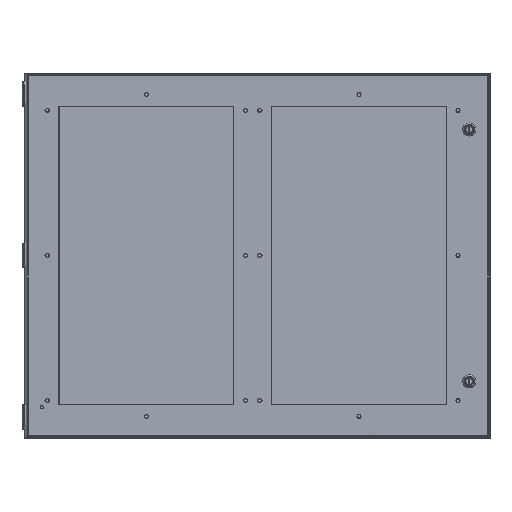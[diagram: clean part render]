
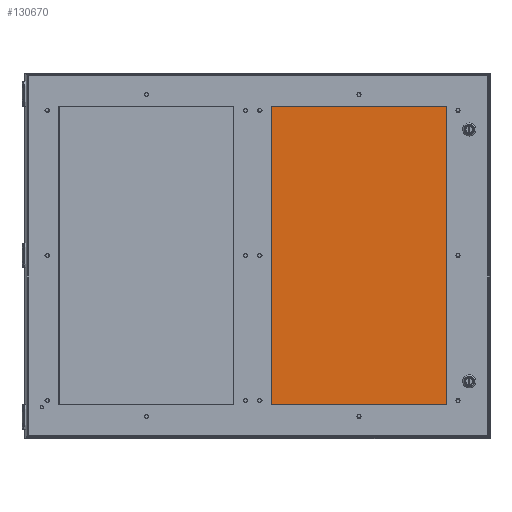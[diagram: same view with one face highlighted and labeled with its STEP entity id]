
A CAD part, top view. The second image highlights one B-rep face of the part: STEP entity #130670.
In plain terms, the highlighted planar face has unit normal (0, 0, 1).
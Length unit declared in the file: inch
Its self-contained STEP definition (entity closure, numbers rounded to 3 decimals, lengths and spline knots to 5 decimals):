
#656 = CARTESIAN_POINT ( 'NONE',  ( 6.09383, 0., 2.62106 ) ) ;
#975 = ORIENTED_EDGE ( 'NONE', *, *, #5254, .T. ) ;
#1394 = CARTESIAN_POINT ( 'NONE',  ( 11.35946, 8.98437, 2.62106 ) ) ;
#2060 = PLANE ( 'NONE',  #88687 ) ;
#3682 = DIRECTION ( 'NONE',  ( 1., 0., 0. ) ) ;
#5254 = EDGE_CURVE ( 'NONE', #122840, #46757, #113411, .T. ) ;
#25816 = DIRECTION ( 'NONE',  ( -1., 0., 0. ) ) ;
#27560 = EDGE_CURVE ( 'NONE', #69535, #30127, #56143, .T. ) ;
#28986 = EDGE_CURVE ( 'NONE', #30127, #122840, #137292, .T. ) ;
#30127 = VERTEX_POINT ( 'NONE', #1394 ) ;
#34859 = CARTESIAN_POINT ( 'NONE',  ( 0.82821, -8.98438, 2.62106 ) ) ;
#34951 = DIRECTION ( 'NONE',  ( -1., 0., 0. ) ) ;
#36323 = VECTOR ( 'NONE', #131923, 39.37008 ) ;
#46757 = VERTEX_POINT ( 'NONE', #102857 ) ;
#48177 = EDGE_CURVE ( 'NONE', #46757, #69535, #92240, .T. ) ;
#56143 = LINE ( 'NONE', #109757, #36323 ) ;
#57315 = CARTESIAN_POINT ( 'NONE',  ( 11.35946, -8.98438, 2.62106 ) ) ;
#69535 = VERTEX_POINT ( 'NONE', #99526 ) ;
#71186 = ORIENTED_EDGE ( 'NONE', *, *, #28986, .T. ) ;
#76277 = ORIENTED_EDGE ( 'NONE', *, *, #27560, .T. ) ;
#78405 = DIRECTION ( 'NONE',  ( 0., -1., 0. ) ) ;
#84659 = VECTOR ( 'NONE', #25816, 39.37008 ) ;
#88687 = AXIS2_PLACEMENT_3D ( 'NONE', #656, #89936, #34951 ) ;
#89936 = DIRECTION ( 'NONE',  ( 0., 0., -1. ) ) ;
#92220 = CARTESIAN_POINT ( 'NONE',  ( 0.82821, 8.98437, 2.62106 ) ) ;
#92240 = LINE ( 'NONE', #57315, #125441 ) ;
#96787 = VECTOR ( 'NONE', #78405, 39.37008 ) ;
#99526 = CARTESIAN_POINT ( 'NONE',  ( 11.35946, -8.98438, 2.62106 ) ) ;
#102857 = CARTESIAN_POINT ( 'NONE',  ( 0.82821, -8.98438, 2.62106 ) ) ;
#104896 = EDGE_LOOP ( 'NONE', ( #975, #113903, #76277, #71186 ) ) ;
#109757 = CARTESIAN_POINT ( 'NONE',  ( 11.35946, 8.98437, 2.62106 ) ) ;
#110001 = FACE_OUTER_BOUND ( 'NONE', #104896, .T. ) ;
#113411 = LINE ( 'NONE', #34859, #96787 ) ;
#113903 = ORIENTED_EDGE ( 'NONE', *, *, #48177, .T. ) ;
#120730 = CARTESIAN_POINT ( 'NONE',  ( 0.82821, 8.98437, 2.62106 ) ) ;
#122840 = VERTEX_POINT ( 'NONE', #120730 ) ;
#125441 = VECTOR ( 'NONE', #3682, 39.37008 ) ;
#130670 = ADVANCED_FACE ( 'NONE', ( #110001 ), #2060, .F. ) ;
#131923 = DIRECTION ( 'NONE',  ( 0., 1., 0. ) ) ;
#137292 = LINE ( 'NONE', #92220, #84659 ) ;
